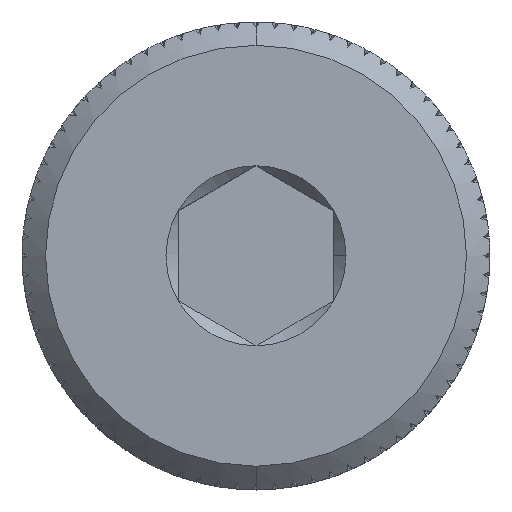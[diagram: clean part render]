
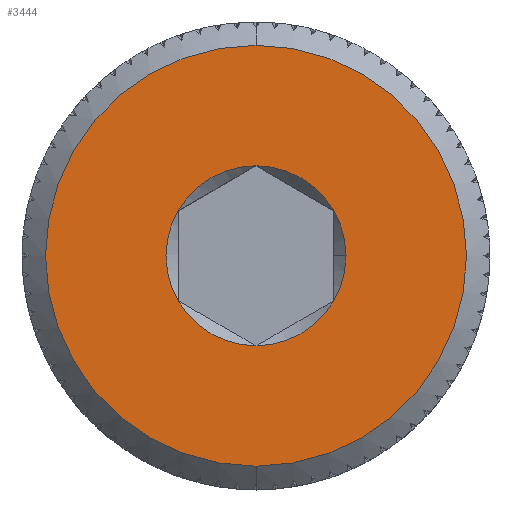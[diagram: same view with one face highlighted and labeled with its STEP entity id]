
A CAD part, top view. The second image highlights one B-rep face of the part: STEP entity #3444.
In plain terms, the highlighted planar face has unit normal (0, 0, 1).
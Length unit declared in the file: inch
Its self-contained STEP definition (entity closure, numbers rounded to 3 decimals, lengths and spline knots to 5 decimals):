
#116 = DIRECTION ( 'NONE',  ( 0., 0., -1. ) ) ;
#117 = EDGE_CURVE ( 'NONE', #2379, #3522, #2319, .T. ) ;
#142 = ORIENTED_EDGE ( 'NONE', *, *, #5327, .F. ) ;
#664 = DIRECTION ( 'NONE',  ( 1., 0., 0. ) ) ;
#819 = DIRECTION ( 'NONE',  ( 0., 0., 1. ) ) ;
#1099 = DIRECTION ( 'NONE',  ( 0., 1., 0. ) ) ;
#1260 = CARTESIAN_POINT ( 'NONE',  ( 0., 0.07217, 0.59375 ) ) ;
#1275 = AXIS2_PLACEMENT_3D ( 'NONE', #8070, #4178, #2388 ) ;
#1289 = DIRECTION ( 'NONE',  ( 0., 0., 1. ) ) ;
#1290 = AXIS2_PLACEMENT_3D ( 'NONE', #3984, #6044, #11014 ) ;
#1456 = DIRECTION ( 'NONE',  ( 1., 0., 0. ) ) ;
#2000 = EDGE_CURVE ( 'NONE', #3522, #7096, #9034, .T. ) ;
#2282 = AXIS2_PLACEMENT_3D ( 'NONE', #8893, #116, #1099 ) ;
#2293 = FACE_OUTER_BOUND ( 'NONE', #3408, .T. ) ;
#2319 = CIRCLE ( 'NONE', #2501, 0.07217 ) ;
#2379 = VERTEX_POINT ( 'NONE', #5615 ) ;
#2388 = DIRECTION ( 'NONE',  ( 1., 0., 0. ) ) ;
#2498 = ORIENTED_EDGE ( 'NONE', *, *, #4858, .F. ) ;
#2501 = AXIS2_PLACEMENT_3D ( 'NONE', #7132, #10658, #3439 ) ;
#2521 = CIRCLE ( 'NONE', #5864, 0.16875 ) ;
#2585 = CARTESIAN_POINT ( 'NONE',  ( 0., -0.16875, 0.59375 ) ) ;
#2785 = EDGE_CURVE ( 'NONE', #6011, #2379, #3594, .T. ) ;
#2820 = VERTEX_POINT ( 'NONE', #11206 ) ;
#3192 = VERTEX_POINT ( 'NONE', #12464 ) ;
#3408 = EDGE_LOOP ( 'NONE', ( #4298, #8594 ) ) ;
#3439 = DIRECTION ( 'NONE',  ( 1., 0., 0. ) ) ;
#3444 = ADVANCED_FACE ( 'NONE', ( #6785, #2293 ), #6110, .F. ) ;
#3522 = VERTEX_POINT ( 'NONE', #4054 ) ;
#3594 = CIRCLE ( 'NONE', #1275, 0.07217 ) ;
#3628 = VERTEX_POINT ( 'NONE', #1260 ) ;
#3650 = CARTESIAN_POINT ( 'NONE',  ( -0.0625, -0.03608, 0.59375 ) ) ;
#3984 = CARTESIAN_POINT ( 'NONE',  ( 0., 0., 0.59375 ) ) ;
#4054 = CARTESIAN_POINT ( 'NONE',  ( 0.0625, -0.03608, 0.59375 ) ) ;
#4178 = DIRECTION ( 'NONE',  ( 0., 0., 1. ) ) ;
#4206 = DIRECTION ( 'NONE',  ( 0., -1., 0. ) ) ;
#4275 = AXIS2_PLACEMENT_3D ( 'NONE', #4506, #8485, #8615 ) ;
#4298 = ORIENTED_EDGE ( 'NONE', *, *, #9480, .T. ) ;
#4498 = AXIS2_PLACEMENT_3D ( 'NONE', #9705, #819, #9017 ) ;
#4506 = CARTESIAN_POINT ( 'NONE',  ( 0., 0., 0.59375 ) ) ;
#4704 = AXIS2_PLACEMENT_3D ( 'NONE', #11635, #5685, #664 ) ;
#4858 = EDGE_CURVE ( 'NONE', #7096, #2820, #12713, .T. ) ;
#5188 = VERTEX_POINT ( 'NONE', #2585 ) ;
#5219 = ORIENTED_EDGE ( 'NONE', *, *, #117, .F. ) ;
#5327 = EDGE_CURVE ( 'NONE', #3628, #3192, #9114, .T. ) ;
#5615 = CARTESIAN_POINT ( 'NONE',  ( 0., -0.07217, 0.59375 ) ) ;
#5665 = CIRCLE ( 'NONE', #4498, 0.07217 ) ;
#5685 = DIRECTION ( 'NONE',  ( 0., 0., 1. ) ) ;
#5864 = AXIS2_PLACEMENT_3D ( 'NONE', #11559, #9602, #7606 ) ;
#5892 = VERTEX_POINT ( 'NONE', #11001 ) ;
#6011 = VERTEX_POINT ( 'NONE', #3650 ) ;
#6044 = DIRECTION ( 'NONE',  ( 0., 0., 1. ) ) ;
#6110 = PLANE ( 'NONE',  #2282 ) ;
#6313 = EDGE_CURVE ( 'NONE', #5188, #5892, #10972, .T. ) ;
#6423 = EDGE_LOOP ( 'NONE', ( #142, #8625, #2498, #8915, #5219, #7207, #9487 ) ) ;
#6582 = EDGE_CURVE ( 'NONE', #3192, #6011, #11121, .T. ) ;
#6785 = FACE_BOUND ( 'NONE', #6423, .T. ) ;
#7096 = VERTEX_POINT ( 'NONE', #11638 ) ;
#7132 = CARTESIAN_POINT ( 'NONE',  ( 0., 0., 0.59375 ) ) ;
#7146 = AXIS2_PLACEMENT_3D ( 'NONE', #9257, #9380, #1456 ) ;
#7207 = ORIENTED_EDGE ( 'NONE', *, *, #2785, .F. ) ;
#7398 = AXIS2_PLACEMENT_3D ( 'NONE', #10142, #1289, #4206 ) ;
#7606 = DIRECTION ( 'NONE',  ( 0., -1., 0. ) ) ;
#8070 = CARTESIAN_POINT ( 'NONE',  ( 0., 0., 0.59375 ) ) ;
#8485 = DIRECTION ( 'NONE',  ( 0., 0., 1. ) ) ;
#8594 = ORIENTED_EDGE ( 'NONE', *, *, #6313, .T. ) ;
#8615 = DIRECTION ( 'NONE',  ( 1., 0., 0. ) ) ;
#8625 = ORIENTED_EDGE ( 'NONE', *, *, #11811, .F. ) ;
#8893 = CARTESIAN_POINT ( 'NONE',  ( 0., 0.16875, 0.59375 ) ) ;
#8915 = ORIENTED_EDGE ( 'NONE', *, *, #2000, .F. ) ;
#9017 = DIRECTION ( 'NONE',  ( 1., 0., 0. ) ) ;
#9034 = CIRCLE ( 'NONE', #7146, 0.07217 ) ;
#9114 = CIRCLE ( 'NONE', #1290, 0.07217 ) ;
#9257 = CARTESIAN_POINT ( 'NONE',  ( 0., 0., 0.59375 ) ) ;
#9380 = DIRECTION ( 'NONE',  ( 0., 0., 1. ) ) ;
#9480 = EDGE_CURVE ( 'NONE', #5892, #5188, #2521, .T. ) ;
#9487 = ORIENTED_EDGE ( 'NONE', *, *, #6582, .F. ) ;
#9602 = DIRECTION ( 'NONE',  ( 0., 0., 1. ) ) ;
#9705 = CARTESIAN_POINT ( 'NONE',  ( 0., 0., 0.59375 ) ) ;
#10142 = CARTESIAN_POINT ( 'NONE',  ( 0., 0., 0.59375 ) ) ;
#10658 = DIRECTION ( 'NONE',  ( 0., 0., 1. ) ) ;
#10972 = CIRCLE ( 'NONE', #7398, 0.16875 ) ;
#11001 = CARTESIAN_POINT ( 'NONE',  ( 0., 0.16875, 0.59375 ) ) ;
#11014 = DIRECTION ( 'NONE',  ( 1., 0., 0. ) ) ;
#11121 = CIRCLE ( 'NONE', #4275, 0.07217 ) ;
#11206 = CARTESIAN_POINT ( 'NONE',  ( 0.0625, 0.03608, 0.59375 ) ) ;
#11559 = CARTESIAN_POINT ( 'NONE',  ( 0., 0., 0.59375 ) ) ;
#11635 = CARTESIAN_POINT ( 'NONE',  ( 0., 0., 0.59375 ) ) ;
#11638 = CARTESIAN_POINT ( 'NONE',  ( 0.07217, 0., 0.59375 ) ) ;
#11811 = EDGE_CURVE ( 'NONE', #2820, #3628, #5665, .T. ) ;
#12464 = CARTESIAN_POINT ( 'NONE',  ( -0.0625, 0.03608, 0.59375 ) ) ;
#12713 = CIRCLE ( 'NONE', #4704, 0.07217 ) ;
